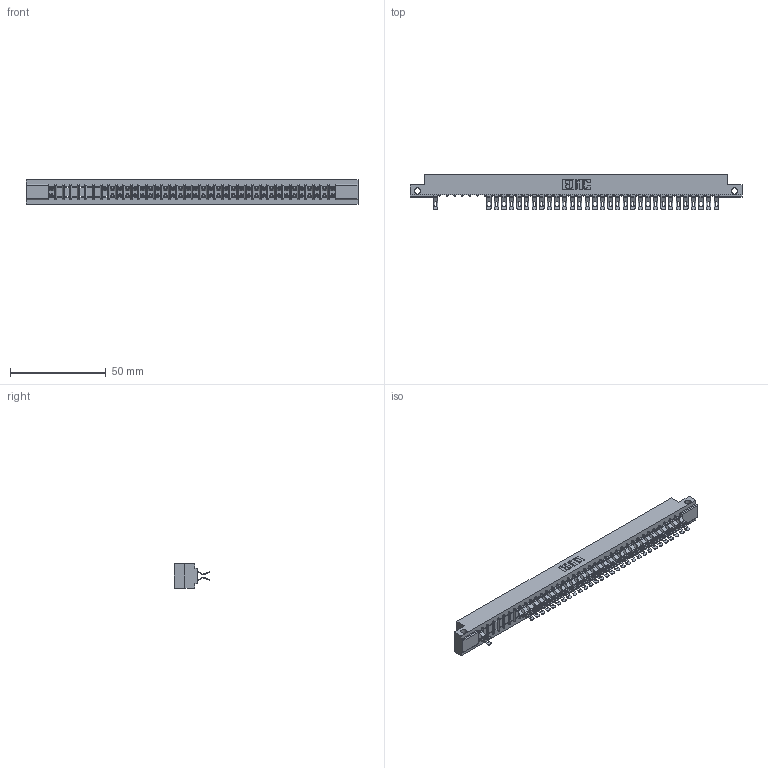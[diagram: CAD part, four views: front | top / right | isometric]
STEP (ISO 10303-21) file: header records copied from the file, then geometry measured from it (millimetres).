
FILE_DESCRIPTION (( 'STEP AP203' ), '1' );
FILE_NAME ('307-076-555-212.STEP', '2018-08-06T17:06:08', ( '' ), ( '' ), 'SwSTEP 2.0', 'SolidWorks 2016', '' );
FILE_SCHEMA (( 'CONFIG_CONTROL_DESIGN' ));
Length unit declared in the file: inch
Products named in the file (3): 307 Part_.128 Dia Side Mounting Holes; 307-290-001_555; 307-076-555-212
Assembly tree (64 placements, depth 2):
  307-076-555-212
    307 Part_.128 Dia Side Mounting Holes
    307-290-001_555  x63
Bounding box: 173.58 x 18.75 x 12.7 mm (x, y, z)
Volume: 18307.5 mm3; surface area: 22241.5 mm2
Topology: 64 solids, 64 shells, 4130 faces, 12142 edges, 7904 vertices
Faces by surface type: plane 2290, cylinder 1762, sphere 78
Entity records: 34409 total; most frequent: CARTESIAN_POINT 5689, ORIENTED_EDGE 5652, DIRECTION 5568, EDGE_CURVE 2826, LINE 2154, VECTOR 2154, VERTEX_POINT 1828, AXIS2_PLACEMENT_3D 1707
